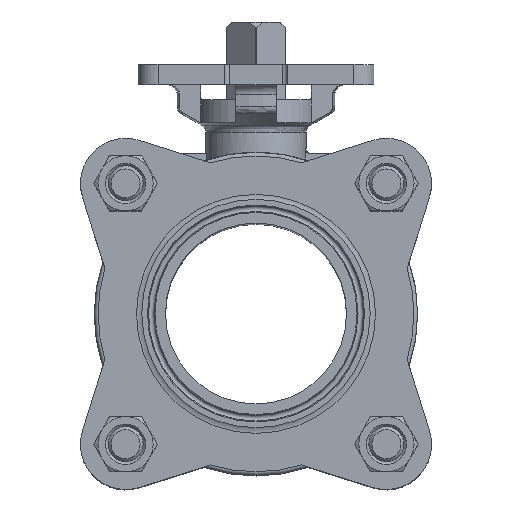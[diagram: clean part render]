
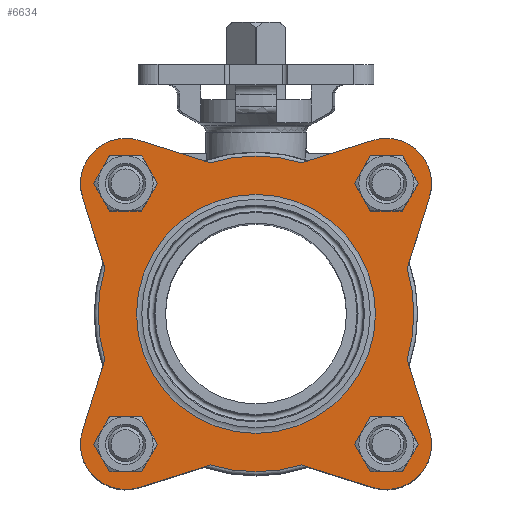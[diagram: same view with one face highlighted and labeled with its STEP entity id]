
A CAD part, top view. The second image highlights one B-rep face of the part: STEP entity #6634.
In plain terms, the highlighted planar face has unit normal (0, 0, 1).
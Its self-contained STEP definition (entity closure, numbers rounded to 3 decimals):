
#214=LINE('',#11412,#498);
#215=LINE('',#11416,#499);
#216=LINE('',#11417,#500);
#217=LINE('',#11421,#501);
#218=LINE('',#11422,#502);
#219=LINE('',#11426,#503);
#220=LINE('',#11427,#504);
#221=LINE('',#11431,#505);
#498=VECTOR('',#8599,1000.);
#499=VECTOR('',#8602,1000.);
#500=VECTOR('',#8603,1000.);
#501=VECTOR('',#8606,1000.);
#502=VECTOR('',#8607,1000.);
#503=VECTOR('',#8610,1000.);
#504=VECTOR('',#8611,1000.);
#505=VECTOR('',#8614,1000.);
#1771=ORIENTED_EDGE('',*,*,#3624,.F.);
#1772=ORIENTED_EDGE('',*,*,#3625,.F.);
#1773=ORIENTED_EDGE('',*,*,#3626,.F.);
#1774=ORIENTED_EDGE('',*,*,#3627,.F.);
#1775=ORIENTED_EDGE('',*,*,#3628,.F.);
#1776=ORIENTED_EDGE('',*,*,#3629,.T.);
#1777=ORIENTED_EDGE('',*,*,#3630,.T.);
#1778=ORIENTED_EDGE('',*,*,#3631,.T.);
#1779=ORIENTED_EDGE('',*,*,#3318,.F.);
#1780=ORIENTED_EDGE('',*,*,#3632,.T.);
#1781=ORIENTED_EDGE('',*,*,#3633,.T.);
#1782=ORIENTED_EDGE('',*,*,#3634,.T.);
#1783=ORIENTED_EDGE('',*,*,#3324,.F.);
#1784=ORIENTED_EDGE('',*,*,#3635,.T.);
#1785=ORIENTED_EDGE('',*,*,#3636,.T.);
#1786=ORIENTED_EDGE('',*,*,#3637,.T.);
#1787=ORIENTED_EDGE('',*,*,#3328,.F.);
#1788=ORIENTED_EDGE('',*,*,#3638,.T.);
#1789=ORIENTED_EDGE('',*,*,#3639,.T.);
#1790=ORIENTED_EDGE('',*,*,#3640,.T.);
#1791=ORIENTED_EDGE('',*,*,#3641,.T.);
#3318=EDGE_CURVE('',#4246,#4248,#4821,.T.);
#3324=EDGE_CURVE('',#4253,#4251,#4824,.T.);
#3328=EDGE_CURVE('',#4257,#4255,#4826,.T.);
#3624=EDGE_CURVE('',#4479,#4479,#4939,.T.);
#3625=EDGE_CURVE('',#4480,#4480,#4940,.T.);
#3626=EDGE_CURVE('',#4481,#4481,#4941,.T.);
#3627=EDGE_CURVE('',#4482,#4482,#4942,.T.);
#3628=EDGE_CURVE('',#4483,#4484,#4943,.T.);
#3629=EDGE_CURVE('',#4483,#4485,#214,.T.);
#3630=EDGE_CURVE('',#4485,#4486,#4944,.T.);
#3631=EDGE_CURVE('',#4486,#4248,#215,.T.);
#3632=EDGE_CURVE('',#4246,#4487,#216,.T.);
#3633=EDGE_CURVE('',#4487,#4488,#4945,.T.);
#3634=EDGE_CURVE('',#4488,#4251,#217,.T.);
#3635=EDGE_CURVE('',#4253,#4489,#218,.T.);
#3636=EDGE_CURVE('',#4489,#4490,#4946,.T.);
#3637=EDGE_CURVE('',#4490,#4255,#219,.T.);
#3638=EDGE_CURVE('',#4257,#4491,#220,.T.);
#3639=EDGE_CURVE('',#4491,#4492,#4947,.T.);
#3640=EDGE_CURVE('',#4492,#4484,#221,.T.);
#3641=EDGE_CURVE('',#4493,#4493,#4948,.T.);
#4246=VERTEX_POINT('',#10534);
#4248=VERTEX_POINT('',#10537);
#4251=VERTEX_POINT('',#10554);
#4253=VERTEX_POINT('',#10563);
#4255=VERTEX_POINT('',#10573);
#4257=VERTEX_POINT('',#10582);
#4479=VERTEX_POINT('',#11402);
#4480=VERTEX_POINT('',#11404);
#4481=VERTEX_POINT('',#11406);
#4482=VERTEX_POINT('',#11408);
#4483=VERTEX_POINT('',#11410);
#4484=VERTEX_POINT('',#11411);
#4485=VERTEX_POINT('',#11413);
#4486=VERTEX_POINT('',#11415);
#4487=VERTEX_POINT('',#11418);
#4488=VERTEX_POINT('',#11420);
#4489=VERTEX_POINT('',#11423);
#4490=VERTEX_POINT('',#11425);
#4491=VERTEX_POINT('',#11428);
#4492=VERTEX_POINT('',#11430);
#4493=VERTEX_POINT('',#11433);
#4821=CIRCLE('',#7113,62.9);
#4824=CIRCLE('',#7117,62.9);
#4826=CIRCLE('',#7120,62.9);
#4939=CIRCLE('',#7292,10.5);
#4940=CIRCLE('',#7293,10.5);
#4941=CIRCLE('',#7294,10.5);
#4942=CIRCLE('',#7295,10.5);
#4943=CIRCLE('',#7296,62.9);
#4944=CIRCLE('',#7297,18.);
#4945=CIRCLE('',#7298,18.);
#4946=CIRCLE('',#7299,18.);
#4947=CIRCLE('',#7300,18.);
#4948=CIRCLE('',#7301,47.621);
#5287=EDGE_LOOP('',(#1771));
#5288=EDGE_LOOP('',(#1772));
#5289=EDGE_LOOP('',(#1773));
#5290=EDGE_LOOP('',(#1774));
#5291=EDGE_LOOP('',(#1775,#1776,#1777,#1778,#1779,#1780,#1781,#1782,#1783,
#1784,#1785,#1786,#1787,#1788,#1789,#1790));
#5292=EDGE_LOOP('',(#1791));
#5894=FACE_BOUND('',#5287,.T.);
#5895=FACE_BOUND('',#5288,.T.);
#5896=FACE_BOUND('',#5289,.T.);
#5897=FACE_BOUND('',#5290,.T.);
#5898=FACE_BOUND('',#5291,.T.);
#5899=FACE_BOUND('',#5292,.T.);
#6372=PLANE('',#7291);
#6634=ADVANCED_FACE('',(#5894,#5895,#5896,#5897,#5898,#5899),#6372,.F.);
#7113=AXIS2_PLACEMENT_3D('',#10536,#8122,#8123);
#7117=AXIS2_PLACEMENT_3D('',#10564,#8130,#8131);
#7120=AXIS2_PLACEMENT_3D('',#10583,#8136,#8137);
#7291=AXIS2_PLACEMENT_3D('',#11400,#8587,#8588);
#7292=AXIS2_PLACEMENT_3D('',#11401,#8589,#8590);
#7293=AXIS2_PLACEMENT_3D('',#11403,#8591,#8592);
#7294=AXIS2_PLACEMENT_3D('',#11405,#8593,#8594);
#7295=AXIS2_PLACEMENT_3D('',#11407,#8595,#8596);
#7296=AXIS2_PLACEMENT_3D('',#11409,#8597,#8598);
#7297=AXIS2_PLACEMENT_3D('',#11414,#8600,#8601);
#7298=AXIS2_PLACEMENT_3D('',#11419,#8604,#8605);
#7299=AXIS2_PLACEMENT_3D('',#11424,#8608,#8609);
#7300=AXIS2_PLACEMENT_3D('',#11429,#8612,#8613);
#7301=AXIS2_PLACEMENT_3D('',#11432,#8615,#8616);
#8122=DIRECTION('',(0.,0.,-1.));
#8123=DIRECTION('',(-1.,0.,0.));
#8130=DIRECTION('',(0.,0.,-1.));
#8131=DIRECTION('',(-1.,0.,0.));
#8136=DIRECTION('',(0.,0.,-1.));
#8137=DIRECTION('',(-1.,0.,0.));
#8587=DIRECTION('',(0.,0.,-1.));
#8588=DIRECTION('',(-1.,0.,0.));
#8589=DIRECTION('',(0.,0.,1.));
#8590=DIRECTION('',(1.,0.,0.));
#8591=DIRECTION('',(0.,0.,1.));
#8592=DIRECTION('',(1.,0.,0.));
#8593=DIRECTION('',(0.,0.,1.));
#8594=DIRECTION('',(1.,0.,0.));
#8595=DIRECTION('',(0.,0.,1.));
#8596=DIRECTION('',(1.,0.,0.));
#8597=DIRECTION('',(0.,0.,-1.));
#8598=DIRECTION('',(-1.,0.,0.));
#8599=DIRECTION('',(-0.954,0.301,0.));
#8600=DIRECTION('',(0.,0.,1.));
#8601=DIRECTION('',(1.,0.,0.));
#8602=DIRECTION('',(0.301,-0.954,0.));
#8603=DIRECTION('',(-0.301,-0.954,0.));
#8604=DIRECTION('',(0.,0.,1.));
#8605=DIRECTION('',(1.,0.,0.));
#8606=DIRECTION('',(0.954,0.301,0.));
#8607=DIRECTION('',(0.954,-0.301,0.));
#8608=DIRECTION('',(0.,0.,1.));
#8609=DIRECTION('',(1.,0.,0.));
#8610=DIRECTION('',(-0.301,0.954,0.));
#8611=DIRECTION('',(0.301,0.954,0.));
#8612=DIRECTION('',(0.,0.,1.));
#8613=DIRECTION('',(1.,0.,0.));
#8614=DIRECTION('',(-0.954,-0.301,0.));
#8615=DIRECTION('',(0.,0.,-1.));
#8616=DIRECTION('',(-1.,0.,0.));
#10534=CARTESIAN_POINT('',(-60.204,-18.219,62.5));
#10536=CARTESIAN_POINT('',(0.,0.,62.5));
#10537=CARTESIAN_POINT('',(-60.204,18.219,62.5));
#10554=CARTESIAN_POINT('',(-18.219,-60.204,62.5));
#10563=CARTESIAN_POINT('',(18.219,-60.204,62.5));
#10564=CARTESIAN_POINT('',(0.,0.,62.5));
#10573=CARTESIAN_POINT('',(60.204,-18.219,62.5));
#10582=CARTESIAN_POINT('',(60.204,18.219,62.5));
#10583=CARTESIAN_POINT('',(0.,0.,62.5));
#11400=CARTESIAN_POINT('',(0.,0.,62.5));
#11401=CARTESIAN_POINT('',(51.972,-51.972,62.5));
#11402=CARTESIAN_POINT('',(62.472,-51.972,62.5));
#11403=CARTESIAN_POINT('',(-51.972,-51.972,62.5));
#11404=CARTESIAN_POINT('',(-41.472,-51.972,62.5));
#11405=CARTESIAN_POINT('',(-51.972,51.972,62.5));
#11406=CARTESIAN_POINT('',(-41.472,51.972,62.5));
#11407=CARTESIAN_POINT('',(51.972,51.972,62.5));
#11408=CARTESIAN_POINT('',(62.472,51.972,62.5));
#11409=CARTESIAN_POINT('',(0.,0.,62.5));
#11410=CARTESIAN_POINT('',(-18.219,60.204,62.5));
#11411=CARTESIAN_POINT('',(18.219,60.204,62.5));
#11412=CARTESIAN_POINT('',(0.,54.459,62.5));
#11413=CARTESIAN_POINT('',(-46.56,69.139,62.5));
#11414=CARTESIAN_POINT('',(-51.972,51.972,62.5));
#11415=CARTESIAN_POINT('',(-69.139,46.56,62.5));
#11416=CARTESIAN_POINT('',(-69.139,46.56,62.5));
#11417=CARTESIAN_POINT('',(-54.459,0.,62.5));
#11418=CARTESIAN_POINT('',(-69.139,-46.56,62.5));
#11419=CARTESIAN_POINT('',(-51.972,-51.972,62.5));
#11420=CARTESIAN_POINT('',(-46.56,-69.139,62.5));
#11421=CARTESIAN_POINT('',(-46.56,-69.139,62.5));
#11422=CARTESIAN_POINT('',(0.,-54.459,62.5));
#11423=CARTESIAN_POINT('',(46.56,-69.139,62.5));
#11424=CARTESIAN_POINT('',(51.972,-51.972,62.5));
#11425=CARTESIAN_POINT('',(69.139,-46.56,62.5));
#11426=CARTESIAN_POINT('',(69.139,-46.56,62.5));
#11427=CARTESIAN_POINT('',(54.459,0.,62.5));
#11428=CARTESIAN_POINT('',(69.139,46.56,62.5));
#11429=CARTESIAN_POINT('',(51.972,51.972,62.5));
#11430=CARTESIAN_POINT('',(46.56,69.139,62.5));
#11431=CARTESIAN_POINT('',(46.56,69.139,62.5));
#11432=CARTESIAN_POINT('',(0.,0.,62.5));
#11433=CARTESIAN_POINT('',(-47.621,0.,62.5));
